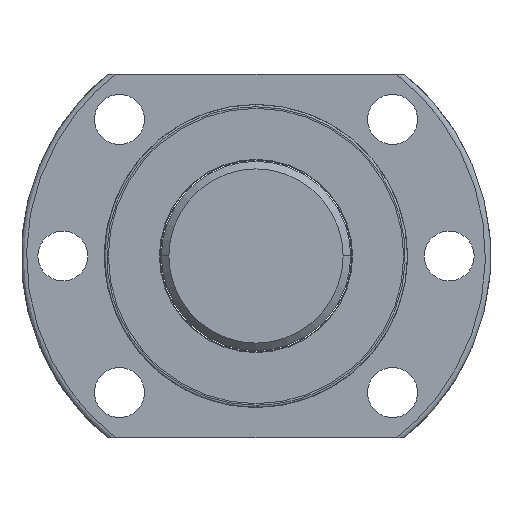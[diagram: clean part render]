
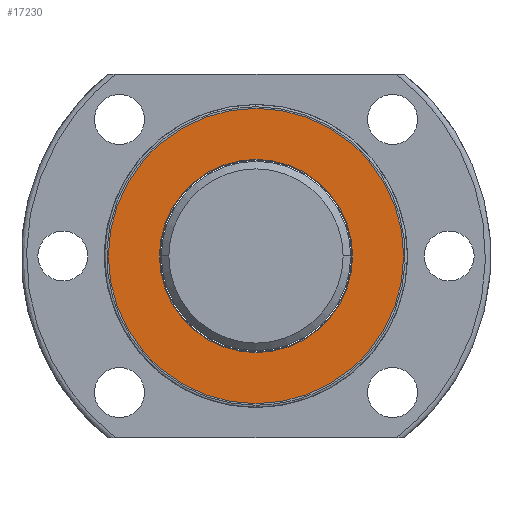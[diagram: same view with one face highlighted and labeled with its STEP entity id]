
A CAD part, left-side view. The second image highlights one B-rep face of the part: STEP entity #17230.
In plain terms, the highlighted planar face has unit normal (-1, 0, 0).
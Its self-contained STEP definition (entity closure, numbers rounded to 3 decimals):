
#1757 = DIRECTION ( 'NONE',  ( -1., 0., 0. ) ) ;
#2062 = CARTESIAN_POINT ( 'NONE',  ( -25., 0., -19.5 ) ) ;
#3803 = DIRECTION ( 'NONE',  ( 0., 0., -1. ) ) ;
#4229 = AXIS2_PLACEMENT_3D ( 'NONE', #19931, #8841, #5367 ) ;
#4349 = CIRCLE ( 'NONE', #10909, 19.5 ) ;
#5184 = CARTESIAN_POINT ( 'NONE',  ( -25., 0., 19.5 ) ) ;
#5367 = DIRECTION ( 'NONE',  ( 0., 0., -1. ) ) ;
#5678 = EDGE_CURVE ( 'NONE', #14247, #21914, #16838, .T. ) ;
#6156 = ORIENTED_EDGE ( 'NONE', *, *, #10303, .T. ) ;
#8787 = DIRECTION ( 'NONE',  ( 1., 0., 0. ) ) ;
#8841 = DIRECTION ( 'NONE',  ( 1., 0., 0. ) ) ;
#9226 = CARTESIAN_POINT ( 'NONE',  ( -25., 0., 0. ) ) ;
#9331 = VERTEX_POINT ( 'NONE', #5184 ) ;
#9755 = CIRCLE ( 'NONE', #23314, 12.75 ) ;
#9869 = FACE_BOUND ( 'NONE', #19363, .T. ) ;
#10177 = EDGE_LOOP ( 'NONE', ( #11668, #6156 ) ) ;
#10303 = EDGE_CURVE ( 'NONE', #9331, #19406, #4349, .T. ) ;
#10436 = ORIENTED_EDGE ( 'NONE', *, *, #13925, .T. ) ;
#10909 = AXIS2_PLACEMENT_3D ( 'NONE', #18551, #14949, #3803 ) ;
#11122 = AXIS2_PLACEMENT_3D ( 'NONE', #9226, #1757, #14785 ) ;
#11489 = DIRECTION ( 'NONE',  ( 0., 0., 1. ) ) ;
#11627 = CARTESIAN_POINT ( 'NONE',  ( -25., 0., -12.75 ) ) ;
#11668 = ORIENTED_EDGE ( 'NONE', *, *, #12799, .T. ) ;
#12799 = EDGE_CURVE ( 'NONE', #19406, #9331, #13003, .T. ) ;
#12918 = ORIENTED_EDGE ( 'NONE', *, *, #5678, .T. ) ;
#12942 = AXIS2_PLACEMENT_3D ( 'NONE', #21215, #15387, #11489 ) ;
#13003 = CIRCLE ( 'NONE', #11122, 19.5 ) ;
#13091 = FACE_OUTER_BOUND ( 'NONE', #10177, .T. ) ;
#13247 = CARTESIAN_POINT ( 'NONE',  ( -25., 0., 12.75 ) ) ;
#13925 = EDGE_CURVE ( 'NONE', #21914, #14247, #9755, .T. ) ;
#14247 = VERTEX_POINT ( 'NONE', #13247 ) ;
#14785 = DIRECTION ( 'NONE',  ( 0., 0., -1. ) ) ;
#14949 = DIRECTION ( 'NONE',  ( -1., 0., 0. ) ) ;
#15319 = PLANE ( 'NONE',  #12942 ) ;
#15387 = DIRECTION ( 'NONE',  ( -1., 0., 0. ) ) ;
#16838 = CIRCLE ( 'NONE', #4229, 12.75 ) ;
#17230 = ADVANCED_FACE ( 'NONE', ( #9869, #13091 ), #15319, .T. ) ;
#18170 = DIRECTION ( 'NONE',  ( 0., 0., -1. ) ) ;
#18551 = CARTESIAN_POINT ( 'NONE',  ( -25., 0., 0. ) ) ;
#19363 = EDGE_LOOP ( 'NONE', ( #10436, #12918 ) ) ;
#19406 = VERTEX_POINT ( 'NONE', #2062 ) ;
#19931 = CARTESIAN_POINT ( 'NONE',  ( -25., 0., 0. ) ) ;
#19950 = CARTESIAN_POINT ( 'NONE',  ( -25., 0., 0. ) ) ;
#21215 = CARTESIAN_POINT ( 'NONE',  ( -25., 0., 0. ) ) ;
#21914 = VERTEX_POINT ( 'NONE', #11627 ) ;
#23314 = AXIS2_PLACEMENT_3D ( 'NONE', #19950, #8787, #18170 ) ;
